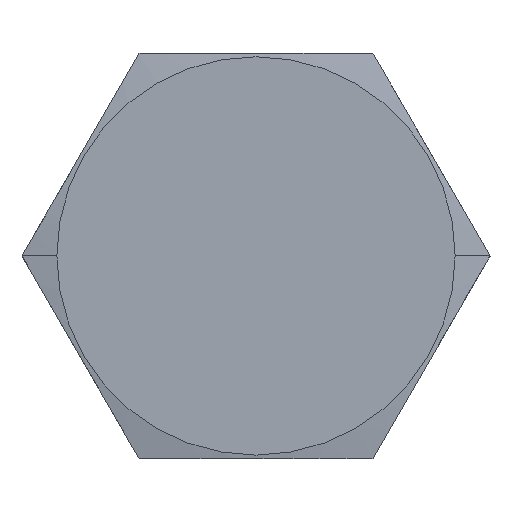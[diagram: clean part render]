
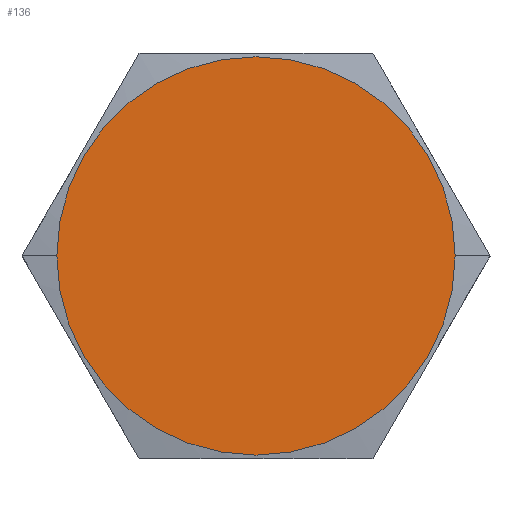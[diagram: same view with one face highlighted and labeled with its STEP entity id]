
A CAD part, top view. The second image highlights one B-rep face of the part: STEP entity #136.
In plain terms, the highlighted planar face has unit normal (0, 0, 1).
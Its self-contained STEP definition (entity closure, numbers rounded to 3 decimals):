
#6 = EDGE_CURVE ( 'NONE', #114, #115, #331, .T. ) ;
#114 = VERTEX_POINT ( 'NONE', #377 ) ;
#115 = VERTEX_POINT ( 'NONE', #375 ) ;
#136 = ADVANCED_FACE ( 'NONE', ( #465 ), #464, .F. ) ;
#137 = EDGE_CURVE ( 'NONE', #115, #114, #461, .T. ) ;
#149 = EDGE_LOOP ( 'NONE', ( #150, #151 ) ) ;
#150 = ORIENTED_EDGE ( 'NONE', *, *, #137, .T. ) ;
#151 = ORIENTED_EDGE ( 'NONE', *, *, #6, .T. ) ;
#328 = DIRECTION ( 'NONE',  ( 1., 0., 0. ) ) ;
#329 = DIRECTION ( 'NONE',  ( 0., 0., 1. ) ) ;
#330 = AXIS2_PLACEMENT_3D ( 'NONE', #338, #329, #328 ) ;
#331 = CIRCLE ( 'NONE', #330, 20.148 ) ;
#338 = CARTESIAN_POINT ( 'NONE',  ( 0., 0., 14. ) ) ;
#375 = CARTESIAN_POINT ( 'NONE',  ( -20.148, 0., 14. ) ) ;
#377 = CARTESIAN_POINT ( 'NONE',  ( 20.148, 0., 14. ) ) ;
#461 = CIRCLE ( 'NONE', #471, 20.148 ) ;
#463 = CARTESIAN_POINT ( 'NONE',  ( 0., 23.671, 14. ) ) ;
#464 = PLANE ( 'NONE',  #478 ) ;
#465 = FACE_OUTER_BOUND ( 'NONE', #149, .T. ) ;
#468 = DIRECTION ( 'NONE',  ( 1., 0., 0. ) ) ;
#469 = DIRECTION ( 'NONE',  ( 0., 0., 1. ) ) ;
#470 = CARTESIAN_POINT ( 'NONE',  ( 0., 0., 14. ) ) ;
#471 = AXIS2_PLACEMENT_3D ( 'NONE', #470, #469, #468 ) ;
#476 = DIRECTION ( 'NONE',  ( -1., 0., 0. ) ) ;
#477 = DIRECTION ( 'NONE',  ( 0., 0., -1. ) ) ;
#478 = AXIS2_PLACEMENT_3D ( 'NONE', #463, #477, #476 ) ;
